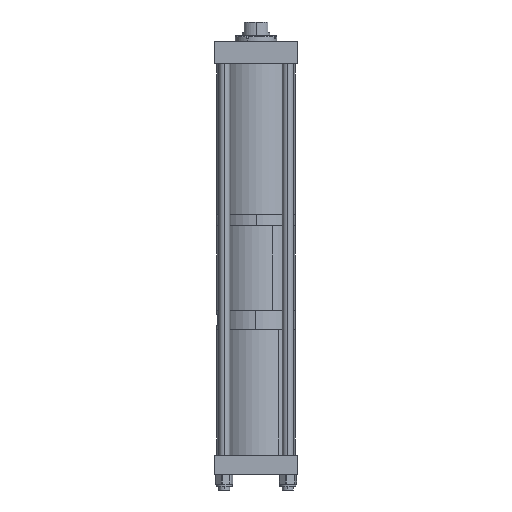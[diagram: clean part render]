
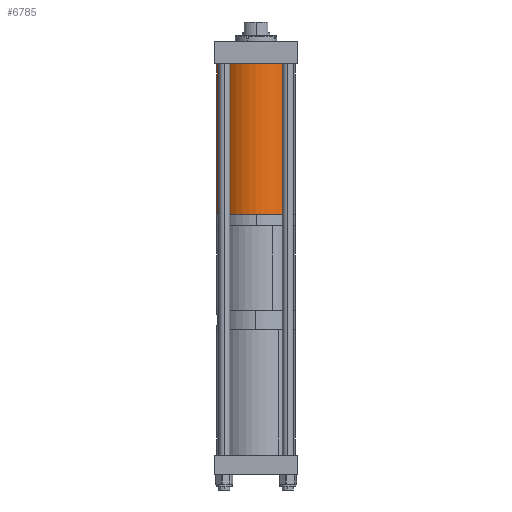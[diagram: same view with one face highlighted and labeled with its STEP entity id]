
A CAD part, left-side view. The second image highlights one B-rep face of the part: STEP entity #6785.
In plain terms, the highlighted cylindrical face has radius 88.9 mm (diameter 177.8 mm), a partial arc.
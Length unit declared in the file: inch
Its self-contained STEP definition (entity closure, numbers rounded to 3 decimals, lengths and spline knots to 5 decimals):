
#29 = DIRECTION ( 'NONE',  ( 1., 0., 0. ) ) ;
#56 = CYLINDRICAL_SURFACE ( 'NONE', #6202, 3.5 ) ;
#303 = ORIENTED_EDGE ( 'NONE', *, *, #3062, .T. ) ;
#841 = CARTESIAN_POINT ( 'NONE',  ( -3.5, 0., 13.482 ) ) ;
#872 = VECTOR ( 'NONE', #5783, 39.37008 ) ;
#1678 = CIRCLE ( 'NONE', #7955, 3.5 ) ;
#2268 = EDGE_LOOP ( 'NONE', ( #5684, #303, #8304, #8724 ) ) ;
#2345 = AXIS2_PLACEMENT_3D ( 'NONE', #2513, #5610, #9554 ) ;
#2396 = EDGE_CURVE ( 'NONE', #6181, #10100, #6657, .T. ) ;
#2513 = CARTESIAN_POINT ( 'NONE',  ( 0., 0., 0. ) ) ;
#3062 = EDGE_CURVE ( 'NONE', #6932, #4074, #9671, .T. ) ;
#3215 = CARTESIAN_POINT ( 'NONE',  ( 0., 0., 13.482 ) ) ;
#3612 = CARTESIAN_POINT ( 'NONE',  ( -3.5, 0., 0. ) ) ;
#3666 = CIRCLE ( 'NONE', #2345, 3.5 ) ;
#4074 = VERTEX_POINT ( 'NONE', #9318 ) ;
#4164 = VECTOR ( 'NONE', #9719, 39.37008 ) ;
#4325 = CARTESIAN_POINT ( 'NONE',  ( -3.5, 0., 13.482 ) ) ;
#4536 = CARTESIAN_POINT ( 'NONE',  ( 3.5, 0., 13.482 ) ) ;
#5510 = DIRECTION ( 'NONE',  ( 0., 0., 1. ) ) ;
#5610 = DIRECTION ( 'NONE',  ( 0., 0., 1. ) ) ;
#5684 = ORIENTED_EDGE ( 'NONE', *, *, #8544, .F. ) ;
#5783 = DIRECTION ( 'NONE',  ( 0., 0., -1. ) ) ;
#5838 = CARTESIAN_POINT ( 'NONE',  ( 3.5, 0., 13.482 ) ) ;
#6181 = VERTEX_POINT ( 'NONE', #841 ) ;
#6202 = AXIS2_PLACEMENT_3D ( 'NONE', #3215, #6418, #9573 ) ;
#6418 = DIRECTION ( 'NONE',  ( 0., 0., -1. ) ) ;
#6657 = LINE ( 'NONE', #4325, #4164 ) ;
#6785 = ADVANCED_FACE ( 'NONE', ( #7145 ), #56, .T. ) ;
#6932 = VERTEX_POINT ( 'NONE', #4536 ) ;
#7072 = CARTESIAN_POINT ( 'NONE',  ( 0., 0., 13.482 ) ) ;
#7145 = FACE_OUTER_BOUND ( 'NONE', #2268, .T. ) ;
#7955 = AXIS2_PLACEMENT_3D ( 'NONE', #7072, #5510, #29 ) ;
#8304 = ORIENTED_EDGE ( 'NONE', *, *, #8536, .T. ) ;
#8536 = EDGE_CURVE ( 'NONE', #4074, #10100, #3666, .T. ) ;
#8544 = EDGE_CURVE ( 'NONE', #6932, #6181, #1678, .T. ) ;
#8724 = ORIENTED_EDGE ( 'NONE', *, *, #2396, .F. ) ;
#9318 = CARTESIAN_POINT ( 'NONE',  ( 3.5, 0., 0. ) ) ;
#9554 = DIRECTION ( 'NONE',  ( 1., 0., 0. ) ) ;
#9573 = DIRECTION ( 'NONE',  ( -1., 0., 0. ) ) ;
#9671 = LINE ( 'NONE', #5838, #872 ) ;
#9719 = DIRECTION ( 'NONE',  ( 0., 0., -1. ) ) ;
#10100 = VERTEX_POINT ( 'NONE', #3612 ) ;
